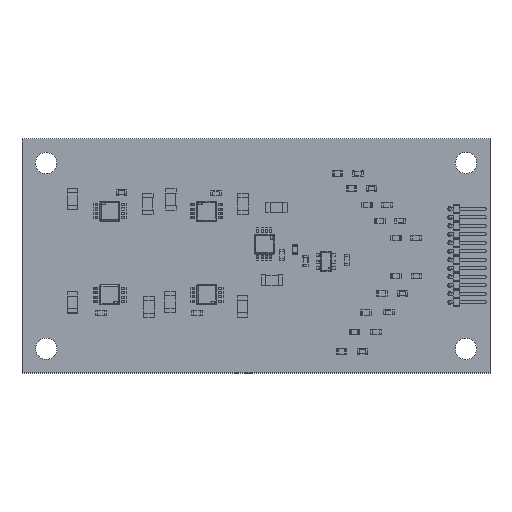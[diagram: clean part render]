
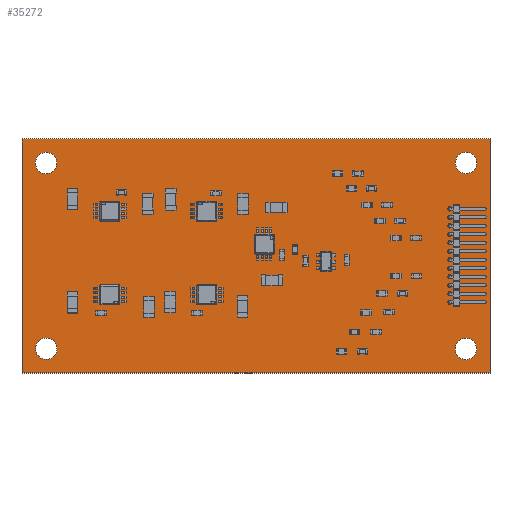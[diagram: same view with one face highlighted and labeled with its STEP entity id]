
A CAD part, top view. The second image highlights one B-rep face of the part: STEP entity #35272.
In plain terms, the highlighted planar face has unit normal (0, 0, 1).
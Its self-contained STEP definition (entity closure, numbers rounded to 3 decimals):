
#34984 = VERTEX_POINT('',#34985);
#34985 = CARTESIAN_POINT('',(35.,-17.5,1.6));
#34991 = EDGE_CURVE('',#34984,#34992,#34994,.T.);
#34992 = VERTEX_POINT('',#34993);
#34993 = CARTESIAN_POINT('',(-35.,-17.5,1.6));
#34994 = LINE('',#34995,#34996);
#34995 = CARTESIAN_POINT('',(35.,-17.5,1.6));
#34996 = VECTOR('',#34997,1.);
#34997 = DIRECTION('',(-1.,0.,0.));
#35024 = VERTEX_POINT('',#35025);
#35025 = CARTESIAN_POINT('',(35.,17.5,1.6));
#35031 = EDGE_CURVE('',#35024,#34984,#35032,.T.);
#35032 = LINE('',#35033,#35034);
#35033 = CARTESIAN_POINT('',(35.,17.5,1.6));
#35034 = VECTOR('',#35035,1.);
#35035 = DIRECTION('',(0.,-1.,0.));
#35053 = EDGE_CURVE('',#34992,#35054,#35056,.T.);
#35054 = VERTEX_POINT('',#35055);
#35055 = CARTESIAN_POINT('',(-35.,17.5,1.6));
#35056 = LINE('',#35057,#35058);
#35057 = CARTESIAN_POINT('',(-35.,-17.5,1.6));
#35058 = VECTOR('',#35059,1.);
#35059 = DIRECTION('',(0.,1.,0.));
#35272 = ADVANCED_FACE('',(#35273,#35284,#35295,#35306,#35317,#35328,
    #35339,#35350,#35361,#35372,#35383,#35394,#35405,#35416,#35427,
    #35438,#35449),#35460,.F.);
#35273 = FACE_BOUND('',#35274,.F.);
#35274 = EDGE_LOOP('',(#35275,#35276,#35277,#35283));
#35275 = ORIENTED_EDGE('',*,*,#34991,.T.);
#35276 = ORIENTED_EDGE('',*,*,#35053,.T.);
#35277 = ORIENTED_EDGE('',*,*,#35278,.T.);
#35278 = EDGE_CURVE('',#35054,#35024,#35279,.T.);
#35279 = LINE('',#35280,#35281);
#35280 = CARTESIAN_POINT('',(-35.,17.5,1.6));
#35281 = VECTOR('',#35282,1.);
#35282 = DIRECTION('',(1.,0.,0.));
#35283 = ORIENTED_EDGE('',*,*,#35031,.T.);
#35284 = FACE_BOUND('',#35285,.F.);
#35285 = EDGE_LOOP('',(#35286));
#35286 = ORIENTED_EDGE('',*,*,#35287,.F.);
#35287 = EDGE_CURVE('',#35288,#35288,#35290,.T.);
#35288 = VERTEX_POINT('',#35289);
#35289 = CARTESIAN_POINT('',(31.4,-15.5,1.6));
#35290 = CIRCLE('',#35291,1.6);
#35291 = AXIS2_PLACEMENT_3D('',#35292,#35293,#35294);
#35292 = CARTESIAN_POINT('',(31.4,-13.9,1.6));
#35293 = DIRECTION('',(-0.,0.,-1.));
#35294 = DIRECTION('',(-0.,-1.,0.));
#35295 = FACE_BOUND('',#35296,.F.);
#35296 = EDGE_LOOP('',(#35297));
#35297 = ORIENTED_EDGE('',*,*,#35298,.F.);
#35298 = EDGE_CURVE('',#35299,#35299,#35301,.T.);
#35299 = VERTEX_POINT('',#35300);
#35300 = CARTESIAN_POINT('',(29.,-7.245,1.6));
#35301 = CIRCLE('',#35302,0.325);
#35302 = AXIS2_PLACEMENT_3D('',#35303,#35304,#35305);
#35303 = CARTESIAN_POINT('',(29.,-6.92,1.6));
#35304 = DIRECTION('',(-0.,0.,-1.));
#35305 = DIRECTION('',(-0.,-1.,0.));
#35306 = FACE_BOUND('',#35307,.F.);
#35307 = EDGE_LOOP('',(#35308));
#35308 = ORIENTED_EDGE('',*,*,#35309,.F.);
#35309 = EDGE_CURVE('',#35310,#35310,#35312,.T.);
#35310 = VERTEX_POINT('',#35311);
#35311 = CARTESIAN_POINT('',(29.,-5.975,1.6));
#35312 = CIRCLE('',#35313,0.325);
#35313 = AXIS2_PLACEMENT_3D('',#35314,#35315,#35316);
#35314 = CARTESIAN_POINT('',(29.,-5.65,1.6));
#35315 = DIRECTION('',(-0.,0.,-1.));
#35316 = DIRECTION('',(-0.,-1.,0.));
#35317 = FACE_BOUND('',#35318,.F.);
#35318 = EDGE_LOOP('',(#35319));
#35319 = ORIENTED_EDGE('',*,*,#35320,.F.);
#35320 = EDGE_CURVE('',#35321,#35321,#35323,.T.);
#35321 = VERTEX_POINT('',#35322);
#35322 = CARTESIAN_POINT('',(29.,-4.705,1.6));
#35323 = CIRCLE('',#35324,0.325);
#35324 = AXIS2_PLACEMENT_3D('',#35325,#35326,#35327);
#35325 = CARTESIAN_POINT('',(29.,-4.38,1.6));
#35326 = DIRECTION('',(-0.,0.,-1.));
#35327 = DIRECTION('',(-0.,-1.,0.));
#35328 = FACE_BOUND('',#35329,.F.);
#35329 = EDGE_LOOP('',(#35330));
#35330 = ORIENTED_EDGE('',*,*,#35331,.F.);
#35331 = EDGE_CURVE('',#35332,#35332,#35334,.T.);
#35332 = VERTEX_POINT('',#35333);
#35333 = CARTESIAN_POINT('',(29.,-3.435,1.6));
#35334 = CIRCLE('',#35335,0.325);
#35335 = AXIS2_PLACEMENT_3D('',#35336,#35337,#35338);
#35336 = CARTESIAN_POINT('',(29.,-3.11,1.6));
#35337 = DIRECTION('',(-0.,0.,-1.));
#35338 = DIRECTION('',(-0.,-1.,0.));
#35339 = FACE_BOUND('',#35340,.F.);
#35340 = EDGE_LOOP('',(#35341));
#35341 = ORIENTED_EDGE('',*,*,#35342,.F.);
#35342 = EDGE_CURVE('',#35343,#35343,#35345,.T.);
#35343 = VERTEX_POINT('',#35344);
#35344 = CARTESIAN_POINT('',(29.,-2.165,1.6));
#35345 = CIRCLE('',#35346,0.325);
#35346 = AXIS2_PLACEMENT_3D('',#35347,#35348,#35349);
#35347 = CARTESIAN_POINT('',(29.,-1.84,1.6));
#35348 = DIRECTION('',(-0.,0.,-1.));
#35349 = DIRECTION('',(-0.,-1.,0.));
#35350 = FACE_BOUND('',#35351,.F.);
#35351 = EDGE_LOOP('',(#35352));
#35352 = ORIENTED_EDGE('',*,*,#35353,.F.);
#35353 = EDGE_CURVE('',#35354,#35354,#35356,.T.);
#35354 = VERTEX_POINT('',#35355);
#35355 = CARTESIAN_POINT('',(29.,-0.895,1.6));
#35356 = CIRCLE('',#35357,0.325);
#35357 = AXIS2_PLACEMENT_3D('',#35358,#35359,#35360);
#35358 = CARTESIAN_POINT('',(29.,-0.57,1.6));
#35359 = DIRECTION('',(-0.,0.,-1.));
#35360 = DIRECTION('',(-0.,-1.,0.));
#35361 = FACE_BOUND('',#35362,.F.);
#35362 = EDGE_LOOP('',(#35363));
#35363 = ORIENTED_EDGE('',*,*,#35364,.F.);
#35364 = EDGE_CURVE('',#35365,#35365,#35367,.T.);
#35365 = VERTEX_POINT('',#35366);
#35366 = CARTESIAN_POINT('',(-31.375,-15.475,1.6));
#35367 = CIRCLE('',#35368,1.6);
#35368 = AXIS2_PLACEMENT_3D('',#35369,#35370,#35371);
#35369 = CARTESIAN_POINT('',(-31.375,-13.875,1.6));
#35370 = DIRECTION('',(-0.,0.,-1.));
#35371 = DIRECTION('',(-0.,-1.,0.));
#35372 = FACE_BOUND('',#35373,.F.);
#35373 = EDGE_LOOP('',(#35374));
#35374 = ORIENTED_EDGE('',*,*,#35375,.F.);
#35375 = EDGE_CURVE('',#35376,#35376,#35378,.T.);
#35376 = VERTEX_POINT('',#35377);
#35377 = CARTESIAN_POINT('',(29.,0.375,1.6));
#35378 = CIRCLE('',#35379,0.325);
#35379 = AXIS2_PLACEMENT_3D('',#35380,#35381,#35382);
#35380 = CARTESIAN_POINT('',(29.,0.7,1.6));
#35381 = DIRECTION('',(-0.,0.,-1.));
#35382 = DIRECTION('',(-0.,-1.,0.));
#35383 = FACE_BOUND('',#35384,.F.);
#35384 = EDGE_LOOP('',(#35385));
#35385 = ORIENTED_EDGE('',*,*,#35386,.F.);
#35386 = EDGE_CURVE('',#35387,#35387,#35389,.T.);
#35387 = VERTEX_POINT('',#35388);
#35388 = CARTESIAN_POINT('',(29.,1.645,1.6));
#35389 = CIRCLE('',#35390,0.325);
#35390 = AXIS2_PLACEMENT_3D('',#35391,#35392,#35393);
#35391 = CARTESIAN_POINT('',(29.,1.97,1.6));
#35392 = DIRECTION('',(-0.,0.,-1.));
#35393 = DIRECTION('',(-0.,-1.,0.));
#35394 = FACE_BOUND('',#35395,.F.);
#35395 = EDGE_LOOP('',(#35396));
#35396 = ORIENTED_EDGE('',*,*,#35397,.F.);
#35397 = EDGE_CURVE('',#35398,#35398,#35400,.T.);
#35398 = VERTEX_POINT('',#35399);
#35399 = CARTESIAN_POINT('',(29.,2.915,1.6));
#35400 = CIRCLE('',#35401,0.325);
#35401 = AXIS2_PLACEMENT_3D('',#35402,#35403,#35404);
#35402 = CARTESIAN_POINT('',(29.,3.24,1.6));
#35403 = DIRECTION('',(-0.,0.,-1.));
#35404 = DIRECTION('',(-0.,-1.,0.));
#35405 = FACE_BOUND('',#35406,.F.);
#35406 = EDGE_LOOP('',(#35407));
#35407 = ORIENTED_EDGE('',*,*,#35408,.F.);
#35408 = EDGE_CURVE('',#35409,#35409,#35411,.T.);
#35409 = VERTEX_POINT('',#35410);
#35410 = CARTESIAN_POINT('',(29.,4.185,1.6));
#35411 = CIRCLE('',#35412,0.325);
#35412 = AXIS2_PLACEMENT_3D('',#35413,#35414,#35415);
#35413 = CARTESIAN_POINT('',(29.,4.51,1.6));
#35414 = DIRECTION('',(-0.,0.,-1.));
#35415 = DIRECTION('',(-0.,-1.,0.));
#35416 = FACE_BOUND('',#35417,.F.);
#35417 = EDGE_LOOP('',(#35418));
#35418 = ORIENTED_EDGE('',*,*,#35419,.F.);
#35419 = EDGE_CURVE('',#35420,#35420,#35422,.T.);
#35420 = VERTEX_POINT('',#35421);
#35421 = CARTESIAN_POINT('',(29.,5.455,1.6));
#35422 = CIRCLE('',#35423,0.325);
#35423 = AXIS2_PLACEMENT_3D('',#35424,#35425,#35426);
#35424 = CARTESIAN_POINT('',(29.,5.78,1.6));
#35425 = DIRECTION('',(-0.,0.,-1.));
#35426 = DIRECTION('',(-0.,-1.,0.));
#35427 = FACE_BOUND('',#35428,.F.);
#35428 = EDGE_LOOP('',(#35429));
#35429 = ORIENTED_EDGE('',*,*,#35430,.F.);
#35430 = EDGE_CURVE('',#35431,#35431,#35433,.T.);
#35431 = VERTEX_POINT('',#35432);
#35432 = CARTESIAN_POINT('',(29.,6.725,1.6));
#35433 = CIRCLE('',#35434,0.325);
#35434 = AXIS2_PLACEMENT_3D('',#35435,#35436,#35437);
#35435 = CARTESIAN_POINT('',(29.,7.05,1.6));
#35436 = DIRECTION('',(-0.,0.,-1.));
#35437 = DIRECTION('',(-0.,-1.,0.));
#35438 = FACE_BOUND('',#35439,.F.);
#35439 = EDGE_LOOP('',(#35440));
#35440 = ORIENTED_EDGE('',*,*,#35441,.F.);
#35441 = EDGE_CURVE('',#35442,#35442,#35444,.T.);
#35442 = VERTEX_POINT('',#35443);
#35443 = CARTESIAN_POINT('',(31.425,12.325,1.6));
#35444 = CIRCLE('',#35445,1.6);
#35445 = AXIS2_PLACEMENT_3D('',#35446,#35447,#35448);
#35446 = CARTESIAN_POINT('',(31.425,13.925,1.6));
#35447 = DIRECTION('',(-0.,0.,-1.));
#35448 = DIRECTION('',(0.,-1.,-0.));
#35449 = FACE_BOUND('',#35450,.F.);
#35450 = EDGE_LOOP('',(#35451));
#35451 = ORIENTED_EDGE('',*,*,#35452,.F.);
#35452 = EDGE_CURVE('',#35453,#35453,#35455,.T.);
#35453 = VERTEX_POINT('',#35454);
#35454 = CARTESIAN_POINT('',(-31.4,12.3,1.6));
#35455 = CIRCLE('',#35456,1.6);
#35456 = AXIS2_PLACEMENT_3D('',#35457,#35458,#35459);
#35457 = CARTESIAN_POINT('',(-31.4,13.9,1.6));
#35458 = DIRECTION('',(-0.,0.,-1.));
#35459 = DIRECTION('',(-0.,-1.,0.));
#35460 = PLANE('',#35461);
#35461 = AXIS2_PLACEMENT_3D('',#35462,#35463,#35464);
#35462 = CARTESIAN_POINT('',(0.,0.,1.6));
#35463 = DIRECTION('',(-0.,-0.,-1.));
#35464 = DIRECTION('',(-1.,0.,0.));
